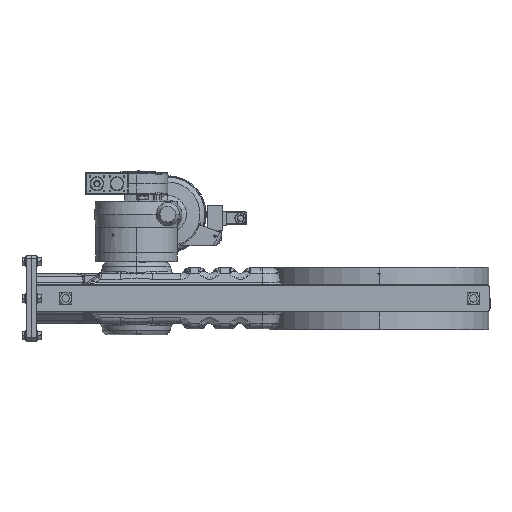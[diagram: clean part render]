
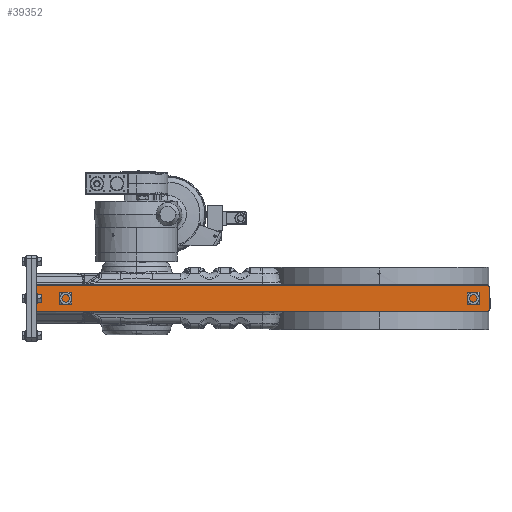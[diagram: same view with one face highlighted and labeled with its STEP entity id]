
A CAD part, left-side view. The second image highlights one B-rep face of the part: STEP entity #39352.
In plain terms, the highlighted planar face has unit normal (-1, 0, 0).
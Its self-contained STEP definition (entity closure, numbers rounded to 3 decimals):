
#315 = VERTEX_POINT ( 'NONE', #50393 ) ;
#864 = AXIS2_PLACEMENT_3D ( 'NONE', #28535, #95111, #38170 ) ;
#870 = DIRECTION ( 'NONE',  ( -1., 0., 0. ) ) ;
#1992 = DIRECTION ( 'NONE',  ( 0., 0., -1. ) ) ;
#3878 = DIRECTION ( 'NONE',  ( -1., 0., 0. ) ) ;
#5924 = EDGE_CURVE ( 'NONE', #109311, #315, #38812, .T. ) ;
#6788 = DIRECTION ( 'NONE',  ( 0., 0., 1. ) ) ;
#6823 = ORIENTED_EDGE ( 'NONE', *, *, #55256, .T. ) ;
#8233 = ORIENTED_EDGE ( 'NONE', *, *, #5924, .T. ) ;
#9746 = DIRECTION ( 'NONE',  ( 0., -1., 0. ) ) ;
#10793 = CARTESIAN_POINT ( 'NONE',  ( -177.75, -726., 21. ) ) ;
#19226 = VECTOR ( 'NONE', #9746, 1000. ) ;
#22735 = VERTEX_POINT ( 'NONE', #37880 ) ;
#23305 = CARTESIAN_POINT ( 'NONE',  ( -177.75, -726., -21. ) ) ;
#24246 = EDGE_CURVE ( 'NONE', #103418, #109311, #121784, .T. ) ;
#27693 = AXIS2_PLACEMENT_3D ( 'NONE', #58344, #870, #67967 ) ;
#28535 = CARTESIAN_POINT ( 'NONE',  ( -177.75, -726., -16. ) ) ;
#32784 = VECTOR ( 'NONE', #89013, 1000. ) ;
#34124 = EDGE_CURVE ( 'NONE', #22735, #72338, #117377, .T. ) ;
#35880 = LINE ( 'NONE', #102698, #55284 ) ;
#37880 = CARTESIAN_POINT ( 'NONE',  ( -177.75, -8., -21. ) ) ;
#38170 = DIRECTION ( 'NONE',  ( 0., 0., -1. ) ) ;
#38259 = CARTESIAN_POINT ( 'NONE',  ( -177.75, -731., -16. ) ) ;
#38812 = LINE ( 'NONE', #98491, #32784 ) ;
#39352 = ADVANCED_FACE ( 'NONE', ( #93399 ), #61325, .T. ) ;
#50393 = CARTESIAN_POINT ( 'NONE',  ( -177.75, -8., 21. ) ) ;
#50909 = CARTESIAN_POINT ( 'NONE',  ( -177.75, -731.5, -21.5 ) ) ;
#55256 = EDGE_CURVE ( 'NONE', #72338, #97474, #94270, .T. ) ;
#55284 = VECTOR ( 'NONE', #6788, 1000. ) ;
#56683 = VECTOR ( 'NONE', #1992, 1000. ) ;
#58344 = CARTESIAN_POINT ( 'NONE',  ( -177.75, -726., 16. ) ) ;
#58898 = EDGE_CURVE ( 'NONE', #315, #22735, #81953, .T. ) ;
#61325 = PLANE ( 'NONE',  #111912 ) ;
#62248 = ORIENTED_EDGE ( 'NONE', *, *, #34124, .T. ) ;
#67967 = DIRECTION ( 'NONE',  ( 0., 0., -1. ) ) ;
#70921 = DIRECTION ( 'NONE',  ( 0., 0., 1. ) ) ;
#72338 = VERTEX_POINT ( 'NONE', #23305 ) ;
#72677 = ORIENTED_EDGE ( 'NONE', *, *, #24246, .T. ) ;
#76696 = CARTESIAN_POINT ( 'NONE',  ( -177.75, -731.5, -21. ) ) ;
#76762 = EDGE_CURVE ( 'NONE', #97474, #103418, #35880, .T. ) ;
#81953 = LINE ( 'NONE', #97161, #56683 ) ;
#82042 = ORIENTED_EDGE ( 'NONE', *, *, #76762, .T. ) ;
#89013 = DIRECTION ( 'NONE',  ( 0., 1., 0. ) ) ;
#93399 = FACE_OUTER_BOUND ( 'NONE', #122068, .T. ) ;
#94270 = CIRCLE ( 'NONE', #864, 5. ) ;
#95111 = DIRECTION ( 'NONE',  ( -1., 0., 0. ) ) ;
#97161 = CARTESIAN_POINT ( 'NONE',  ( -177.75, -8., -21.5 ) ) ;
#97474 = VERTEX_POINT ( 'NONE', #38259 ) ;
#98491 = CARTESIAN_POINT ( 'NONE',  ( -177.75, -731.5, 21. ) ) ;
#102698 = CARTESIAN_POINT ( 'NONE',  ( -177.75, -731., -21.5 ) ) ;
#103418 = VERTEX_POINT ( 'NONE', #117555 ) ;
#109311 = VERTEX_POINT ( 'NONE', #10793 ) ;
#111818 = ORIENTED_EDGE ( 'NONE', *, *, #58898, .T. ) ;
#111912 = AXIS2_PLACEMENT_3D ( 'NONE', #50909, #3878, #70921 ) ;
#117377 = LINE ( 'NONE', #76696, #19226 ) ;
#117555 = CARTESIAN_POINT ( 'NONE',  ( -177.75, -731., 16. ) ) ;
#121784 = CIRCLE ( 'NONE', #27693, 5. ) ;
#122068 = EDGE_LOOP ( 'NONE', ( #111818, #62248, #6823, #82042, #72677, #8233 ) ) ;
